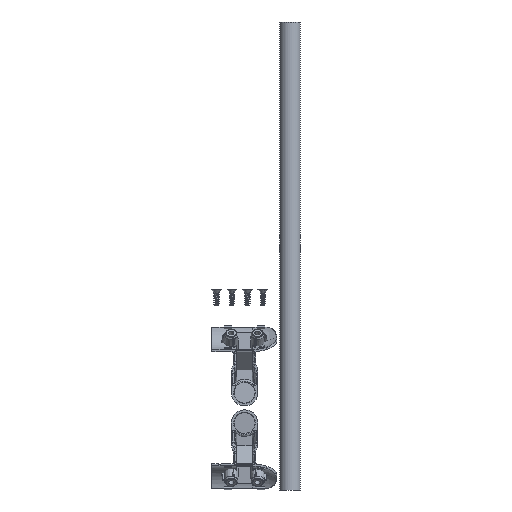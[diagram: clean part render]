
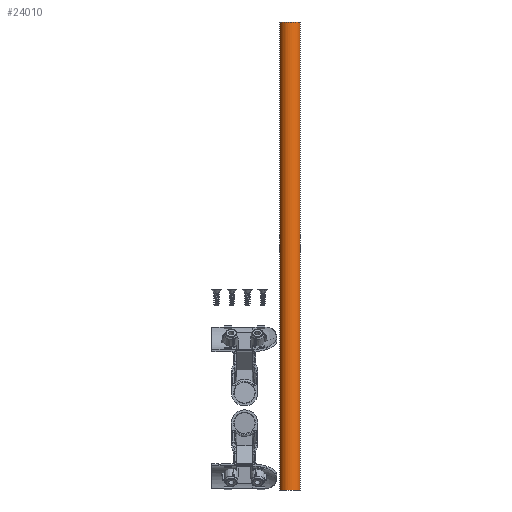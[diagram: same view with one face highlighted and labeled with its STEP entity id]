
A CAD part, front view. The second image highlights one B-rep face of the part: STEP entity #24010.
In plain terms, the highlighted cylindrical face has radius 9.5 mm (diameter 19 mm), a partial arc.
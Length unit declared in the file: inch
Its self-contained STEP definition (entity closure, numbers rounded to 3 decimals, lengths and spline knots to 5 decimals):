
#880 = CIRCLE ( 'NONE', #17794, 0.37402 ) ;
#3715 = DIRECTION ( 'NONE',  ( -1., 0., 0. ) ) ;
#4911 = AXIS2_PLACEMENT_3D ( 'NONE', #16117, #22391, #16309 ) ;
#5244 = ORIENTED_EDGE ( 'NONE', *, *, #12211, .F. ) ;
#6700 = CARTESIAN_POINT ( 'NONE',  ( -0.20825, 0.157, 21.16142 ) ) ;
#6746 = VECTOR ( 'NONE', #24573, 39.37008 ) ;
#7587 = EDGE_CURVE ( 'NONE', #21989, #20912, #880, .T. ) ;
#8587 = ORIENTED_EDGE ( 'NONE', *, *, #17892, .T. ) ;
#10550 = CARTESIAN_POINT ( 'NONE',  ( -0.20825, 0.157, 21.16142 ) ) ;
#11875 = DIRECTION ( 'NONE',  ( 0., 0., -1. ) ) ;
#12211 = EDGE_CURVE ( 'NONE', #21989, #22076, #16316, .T. ) ;
#15462 = CARTESIAN_POINT ( 'NONE',  ( -0.20825, 0.157, 4.42913 ) ) ;
#16117 = CARTESIAN_POINT ( 'NONE',  ( 0.16577, 0.157, 21.16142 ) ) ;
#16309 = DIRECTION ( 'NONE',  ( -1., 0., 0. ) ) ;
#16316 = LINE ( 'NONE', #6700, #6746 ) ;
#17794 = AXIS2_PLACEMENT_3D ( 'NONE', #33573, #33372, #3715 ) ;
#17892 = EDGE_CURVE ( 'NONE', #36124, #22076, #35497, .T. ) ;
#19452 = CYLINDRICAL_SURFACE ( 'NONE', #4911, 0.37402 ) ;
#20912 = VERTEX_POINT ( 'NONE', #21604 ) ;
#21604 = CARTESIAN_POINT ( 'NONE',  ( 0.53978, 0.157, 4.42913 ) ) ;
#21989 = VERTEX_POINT ( 'NONE', #15462 ) ;
#22076 = VERTEX_POINT ( 'NONE', #10550 ) ;
#22338 = EDGE_LOOP ( 'NONE', ( #5244, #31240, #24915, #8587 ) ) ;
#22391 = DIRECTION ( 'NONE',  ( 0., 0., -1. ) ) ;
#24010 = ADVANCED_FACE ( 'NONE', ( #31048 ), #19452, .T. ) ;
#24573 = DIRECTION ( 'NONE',  ( 0., 0., 1. ) ) ;
#24915 = ORIENTED_EDGE ( 'NONE', *, *, #31359, .F. ) ;
#26399 = CARTESIAN_POINT ( 'NONE',  ( 0.53978, 0.157, 21.16142 ) ) ;
#26689 = AXIS2_PLACEMENT_3D ( 'NONE', #38790, #11875, #29960 ) ;
#26796 = LINE ( 'NONE', #26399, #28817 ) ;
#28817 = VECTOR ( 'NONE', #35446, 39.37008 ) ;
#29960 = DIRECTION ( 'NONE',  ( -1., 0., 0. ) ) ;
#31048 = FACE_OUTER_BOUND ( 'NONE', #22338, .T. ) ;
#31240 = ORIENTED_EDGE ( 'NONE', *, *, #7587, .T. ) ;
#31359 = EDGE_CURVE ( 'NONE', #36124, #20912, #26796, .T. ) ;
#32545 = CARTESIAN_POINT ( 'NONE',  ( 0.53978, 0.157, 21.16142 ) ) ;
#33372 = DIRECTION ( 'NONE',  ( 0., 0., 1. ) ) ;
#33573 = CARTESIAN_POINT ( 'NONE',  ( 0.16577, 0.157, 4.42913 ) ) ;
#35446 = DIRECTION ( 'NONE',  ( 0., 0., -1. ) ) ;
#35497 = CIRCLE ( 'NONE', #26689, 0.37402 ) ;
#36124 = VERTEX_POINT ( 'NONE', #32545 ) ;
#38790 = CARTESIAN_POINT ( 'NONE',  ( 0.16577, 0.157, 21.16142 ) ) ;
